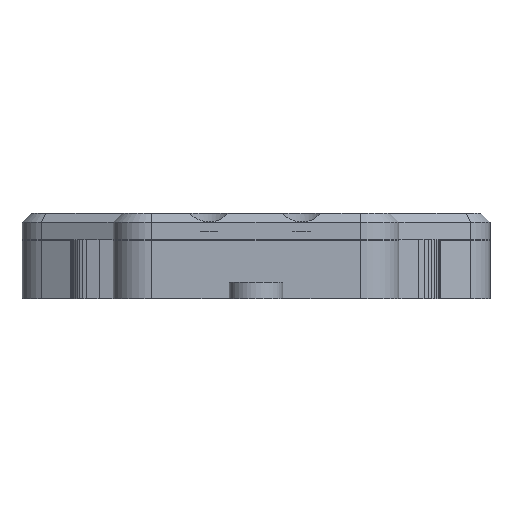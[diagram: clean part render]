
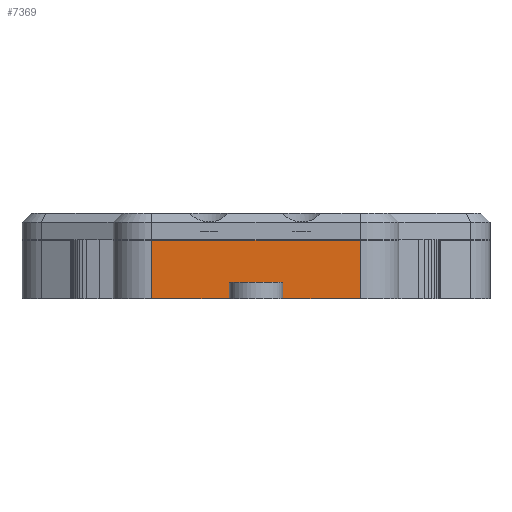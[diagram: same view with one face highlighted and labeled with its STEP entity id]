
A CAD part, front view. The second image highlights one B-rep face of the part: STEP entity #7369.
In plain terms, the highlighted planar face has unit normal (0, -1, 0).
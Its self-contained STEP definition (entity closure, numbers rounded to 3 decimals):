
#898=FACE_OUTER_BOUND('',#1305,.T.);
#1305=EDGE_LOOP('',(#6079,#6080,#6081,#6082,#6083,#6084,#6085,#6086));
#1800=LINE('',#11408,#2599);
#1802=LINE('',#11413,#2601);
#1804=LINE('',#11416,#2603);
#1914=LINE('',#11835,#2713);
#1954=LINE('',#11954,#2753);
#1955=LINE('',#11956,#2754);
#1965=LINE('',#11984,#2764);
#1966=LINE('',#11986,#2765);
#2599=VECTOR('',#9193,10.);
#2601=VECTOR('',#9197,10.);
#2603=VECTOR('',#9201,10.);
#2713=VECTOR('',#9621,10.);
#2753=VECTOR('',#9761,10.);
#2754=VECTOR('',#9762,10.);
#2764=VECTOR('',#9800,10.);
#2765=VECTOR('',#9803,10.);
#3336=VERTEX_POINT('',#11404);
#3337=VERTEX_POINT('',#11406);
#3338=VERTEX_POINT('',#11410);
#3339=VERTEX_POINT('',#11412);
#3492=VERTEX_POINT('',#11832);
#3493=VERTEX_POINT('',#11834);
#3522=VERTEX_POINT('',#11952);
#3523=VERTEX_POINT('',#11955);
#4120=EDGE_CURVE('',#3336,#3337,#1800,.T.);
#4122=EDGE_CURVE('',#3339,#3338,#1802,.T.);
#4124=EDGE_CURVE('',#3337,#3339,#1804,.T.);
#4333=EDGE_CURVE('',#3492,#3493,#1914,.T.);
#4395=EDGE_CURVE('',#3338,#3522,#1954,.T.);
#4396=EDGE_CURVE('',#3523,#3336,#1955,.T.);
#4409=EDGE_CURVE('',#3522,#3493,#1965,.T.);
#4410=EDGE_CURVE('',#3523,#3492,#1966,.T.);
#6079=ORIENTED_EDGE('',*,*,#4122,.T.);
#6080=ORIENTED_EDGE('',*,*,#4395,.T.);
#6081=ORIENTED_EDGE('',*,*,#4409,.T.);
#6082=ORIENTED_EDGE('',*,*,#4333,.F.);
#6083=ORIENTED_EDGE('',*,*,#4410,.F.);
#6084=ORIENTED_EDGE('',*,*,#4396,.T.);
#6085=ORIENTED_EDGE('',*,*,#4120,.T.);
#6086=ORIENTED_EDGE('',*,*,#4124,.T.);
#6996=PLANE('',#8069);
#7369=ADVANCED_FACE('',(#898),#6996,.T.);
#8069=AXIS2_PLACEMENT_3D('',#11985,#9801,#9802);
#9193=DIRECTION('',(0.,0.,1.));
#9197=DIRECTION('',(0.,0.,-1.));
#9201=DIRECTION('',(1.,0.,0.));
#9621=DIRECTION('',(1.,0.,0.));
#9761=DIRECTION('',(1.,0.,0.));
#9762=DIRECTION('',(1.,0.,0.));
#9800=DIRECTION('',(0.,0.,1.));
#9801=DIRECTION('center_axis',(0.,-1.,0.));
#9802=DIRECTION('ref_axis',(1.,0.,0.));
#9803=DIRECTION('',(0.,0.,1.));
#11404=CARTESIAN_POINT('',(231.05,8.5,3.5));
#11406=CARTESIAN_POINT('',(231.05,8.5,5.3));
#11408=CARTESIAN_POINT('',(231.05,8.5,1.5));
#11410=CARTESIAN_POINT('',(236.95,8.5,3.5));
#11412=CARTESIAN_POINT('',(236.95,8.5,5.3));
#11413=CARTESIAN_POINT('',(236.95,8.5,1.5));
#11416=CARTESIAN_POINT('',(228.275,8.5,5.3));
#11832=CARTESIAN_POINT('',(222.55,8.5,10.));
#11834=CARTESIAN_POINT('',(245.45,8.5,10.));
#11835=CARTESIAN_POINT('',(222.55,8.5,10.));
#11952=CARTESIAN_POINT('',(245.45,8.5,3.5));
#11954=CARTESIAN_POINT('',(228.275,8.5,3.5));
#11955=CARTESIAN_POINT('',(222.55,8.5,3.5));
#11956=CARTESIAN_POINT('',(228.275,8.5,3.5));
#11984=CARTESIAN_POINT('',(245.45,8.5,-0.5));
#11985=CARTESIAN_POINT('Origin',(222.55,8.5,-0.5));
#11986=CARTESIAN_POINT('',(222.55,8.5,-0.5));
